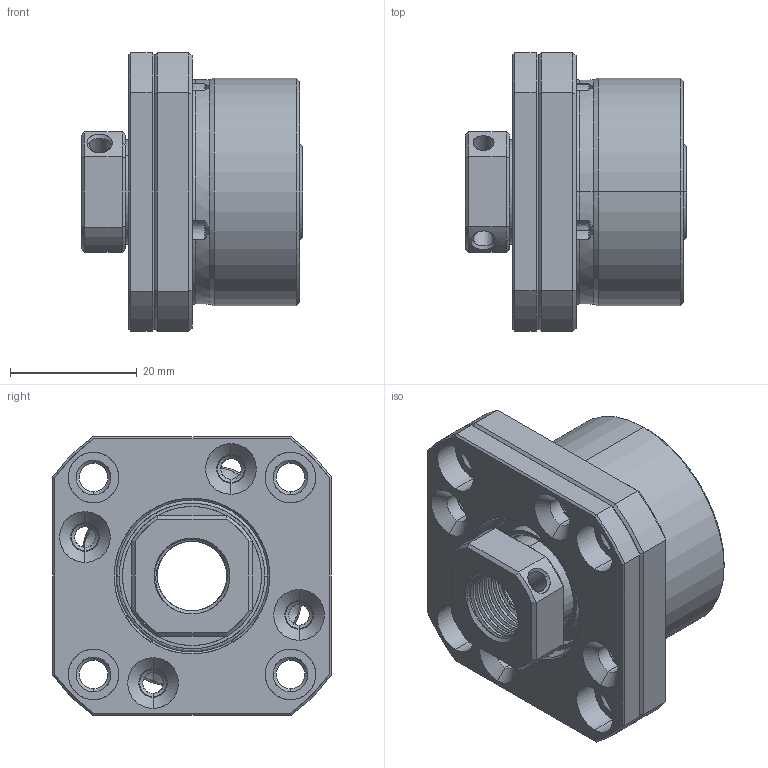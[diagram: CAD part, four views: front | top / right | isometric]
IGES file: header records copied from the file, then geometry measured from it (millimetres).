
Start section: SolidWorks IGES file using analytic representation for surfaces
Global section: file name: 1HFK12組合.IGS; native system: SolidWorks 2008; preprocessor: SolidWorks 2008; author: 070; date: 100813.152508; units: millimetre
Bounding box: 35 x 44 x 44 mm (x, y, z)
Surface area: 23361.7 mm2 (no closed solid volume)
Topology: 0 solids, 0 shells, 448 faces, 5436 edges, 5340 vertices
Faces by surface type: revolution 272, bspline 176
